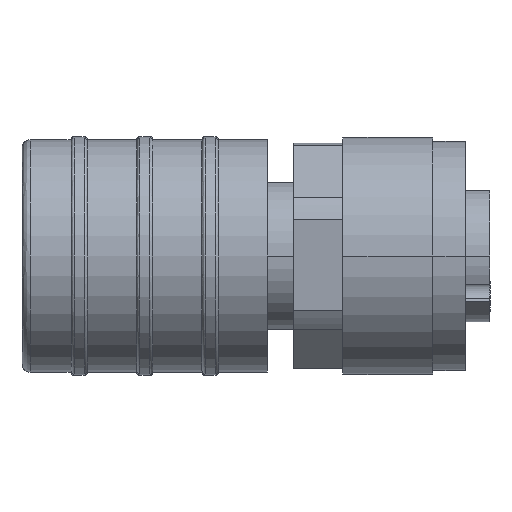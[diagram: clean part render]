
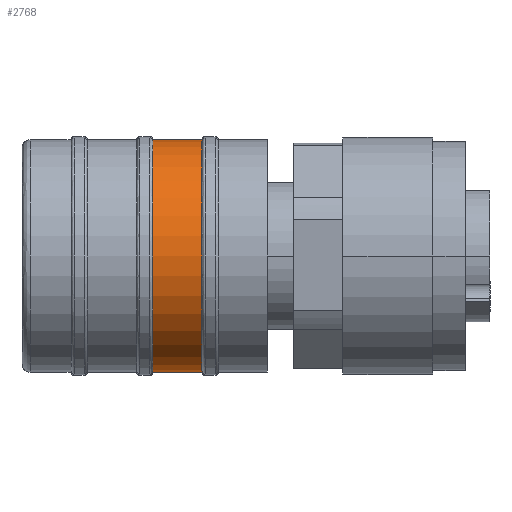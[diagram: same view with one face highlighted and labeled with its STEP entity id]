
A CAD part, left-side view. The second image highlights one B-rep face of the part: STEP entity #2768.
In plain terms, the highlighted cylindrical face has radius 7.1 mm (diameter 14.2 mm), a partial arc.
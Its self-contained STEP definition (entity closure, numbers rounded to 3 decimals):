
#431 = AXIS2_PLACEMENT_3D ( 'NONE', #13399, #13265, #5354 ) ;
#552 = VERTEX_POINT ( 'NONE', #10940 ) ;
#776 = VERTEX_POINT ( 'NONE', #12755 ) ;
#1275 = VECTOR ( 'NONE', #4076, 1000. ) ;
#1576 = CARTESIAN_POINT ( 'NONE',  ( 0., 15., 7.1 ) ) ;
#2768 = ADVANCED_FACE ( 'NONE', ( #9101 ), #12111, .T. ) ;
#2958 = DIRECTION ( 'NONE',  ( 0., -1., 0. ) ) ;
#3693 = CARTESIAN_POINT ( 'NONE',  ( 0., 4., -7.1 ) ) ;
#4076 = DIRECTION ( 'NONE',  ( 0., -1., 0. ) ) ;
#4399 = EDGE_CURVE ( 'NONE', #552, #6748, #11463, .T. ) ;
#4626 = ORIENTED_EDGE ( 'NONE', *, *, #7743, .T. ) ;
#4731 = EDGE_LOOP ( 'NONE', ( #10953, #9021, #4626, #8185 ) ) ;
#5354 = DIRECTION ( 'NONE',  ( 0., 0., -1. ) ) ;
#5637 = DIRECTION ( 'NONE',  ( 0., 0., -1. ) ) ;
#5661 = DIRECTION ( 'NONE',  ( 0., -1., 0. ) ) ;
#5678 = CARTESIAN_POINT ( 'NONE',  ( 0., 7., 0. ) ) ;
#6657 = VECTOR ( 'NONE', #2958, 1000. ) ;
#6748 = VERTEX_POINT ( 'NONE', #10935 ) ;
#6802 = CARTESIAN_POINT ( 'NONE',  ( 0., 4., 0. ) ) ;
#7161 = EDGE_CURVE ( 'NONE', #552, #776, #14680, .T. ) ;
#7378 = AXIS2_PLACEMENT_3D ( 'NONE', #6802, #15722, #8077 ) ;
#7743 = EDGE_CURVE ( 'NONE', #6748, #11248, #10029, .T. ) ;
#8077 = DIRECTION ( 'NONE',  ( 0., 0., -1. ) ) ;
#8185 = ORIENTED_EDGE ( 'NONE', *, *, #9976, .T. ) ;
#8548 = AXIS2_PLACEMENT_3D ( 'NONE', #5678, #5661, #5637 ) ;
#9021 = ORIENTED_EDGE ( 'NONE', *, *, #4399, .T. ) ;
#9101 = FACE_OUTER_BOUND ( 'NONE', #4731, .T. ) ;
#9976 = EDGE_CURVE ( 'NONE', #11248, #776, #15721, .T. ) ;
#10029 = LINE ( 'NONE', #12904, #6657 ) ;
#10935 = CARTESIAN_POINT ( 'NONE',  ( 0., 7., -7.1 ) ) ;
#10940 = CARTESIAN_POINT ( 'NONE',  ( 0., 7., 7.1 ) ) ;
#10953 = ORIENTED_EDGE ( 'NONE', *, *, #7161, .F. ) ;
#11248 = VERTEX_POINT ( 'NONE', #3693 ) ;
#11463 = CIRCLE ( 'NONE', #8548, 7.1 ) ;
#12111 = CYLINDRICAL_SURFACE ( 'NONE', #431, 7.1 ) ;
#12755 = CARTESIAN_POINT ( 'NONE',  ( 0., 4., 7.1 ) ) ;
#12904 = CARTESIAN_POINT ( 'NONE',  ( 0., 15., -7.1 ) ) ;
#13265 = DIRECTION ( 'NONE',  ( 0., -1., 0. ) ) ;
#13399 = CARTESIAN_POINT ( 'NONE',  ( 0., 15., 0. ) ) ;
#14680 = LINE ( 'NONE', #1576, #1275 ) ;
#15721 = CIRCLE ( 'NONE', #7378, 7.1 ) ;
#15722 = DIRECTION ( 'NONE',  ( 0., 1., 0. ) ) ;
